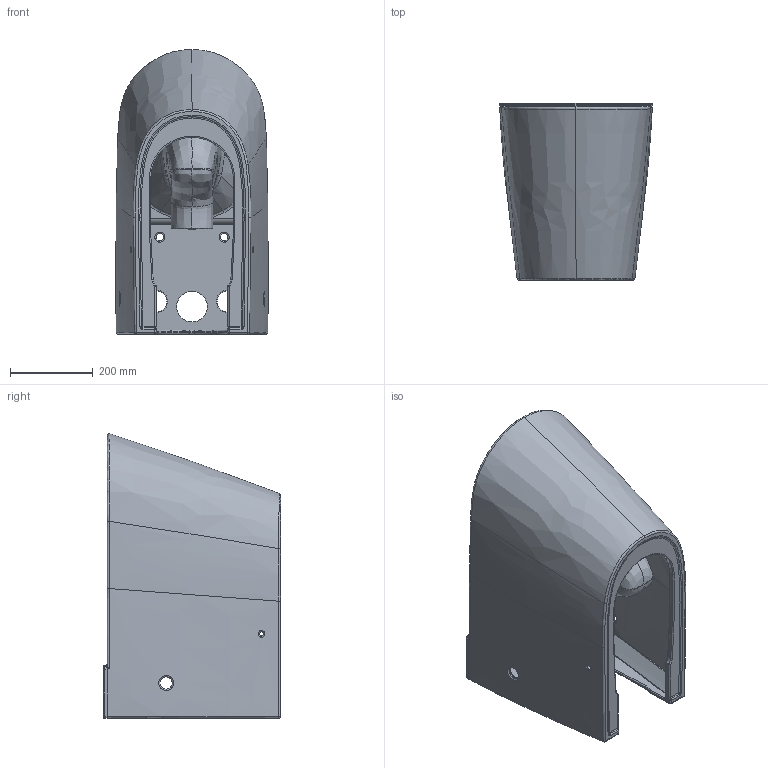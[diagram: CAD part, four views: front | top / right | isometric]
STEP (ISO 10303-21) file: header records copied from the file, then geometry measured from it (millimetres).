
FILE_DESCRIPTION (( 'STEP AP203' ), '1' );
FILE_NAME ('S27R311819.STEP', '2025-05-09T08:58:25', ( '' ), ( '' ), 'SwSTEP 2.0', 'SolidWorks 2021', '' );
FILE_SCHEMA (( 'CONFIG_CONTROL_DESIGN' ));
Length unit declared in the file: millimetre
Products named in the file (1): S27R311819
Bounding box: 369.1 x 428.1 x 688.83 mm (x, y, z)
Volume: 13441479.2 mm3; surface area: 2435767.4 mm2
Topology: 1 solids, 1 shells, 456 faces, 1106 edges, 644 vertices
Faces by surface type: bspline 290, cylinder 77, torus 44, plane 31, sphere 14
Entity records: 52792 total; most frequent: CARTESIAN_POINT 44383, ORIENTED_EDGE 2200, EDGE_CURVE 1100, DIRECTION 1078, VERTEX_POINT 644, B_SPLINE_CURVE_WITH_KNOTS 589, EDGE_LOOP 478, AXIS2_PLACEMENT_3D 473
